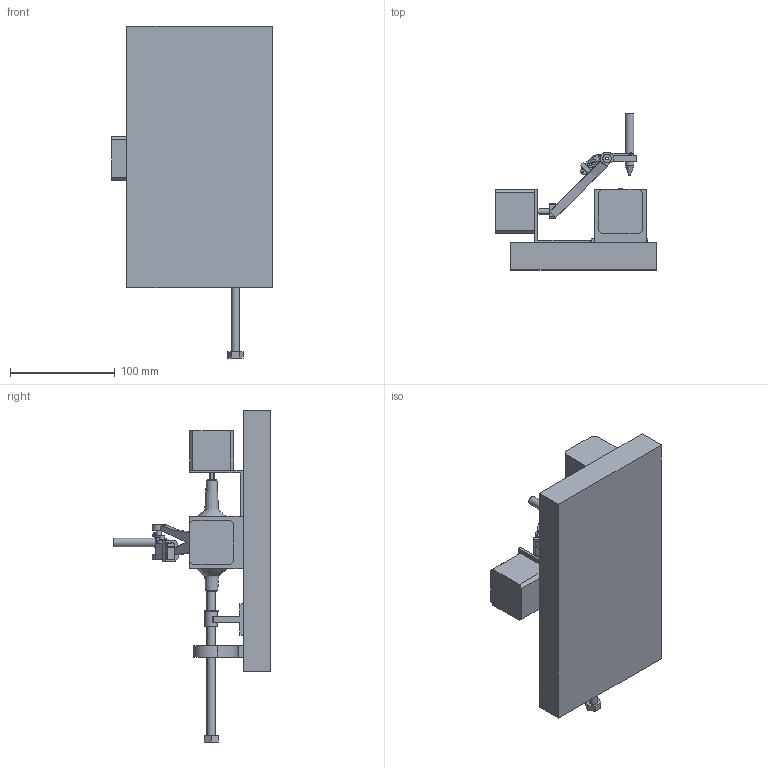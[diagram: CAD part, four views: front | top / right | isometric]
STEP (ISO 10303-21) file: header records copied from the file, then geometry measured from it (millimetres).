
FILE_DESCRIPTION(/* description */ (''),/* implementation_level */ '2;1');
FILE_NAME(/* name */ 'EggBot.step',/* time_stamp */ '2021-01-04T18:46:10+01:00',/* author */ (''),/* organization */ (''),/* preprocessor_version */ 'ST-DEVELOPER v18.1',/* originating_system */ 'Autodesk Translation Framework v9.7.1.1290',/* authorisation */ '');
FILE_SCHEMA (('AUTOMOTIVE_DESIGN { 1 0 10303 214 3 1 1 }'));
Length unit declared in the file: millimetre
Products named in the file (19): egg robot; egg; Nema17; motor mount; base plate; pencil; bolt; bearing; end nut; mount; egg mount; shaft support; servo xk s-2.0 v1; arm (2); servo; arm(2); bearing (1); bearing (1) (1); rocker arm(2)
Assembly tree (20 placements, depth 3):
  egg robot
    egg
    Nema17  x2
    motor mount  x2
    base plate
    pencil
    bolt
    bearing
    end nut
    mount
    egg mount
    shaft support
    servo xk s-2.0 v1
      arm (2)
      servo
    arm(2)
    bearing (1)
    bearing (1) (1)
    rocker arm(2)
Bounding box: 153.65 x 149.6 x 317 mm (x, y, z)
Volume: 1173468.8 mm3; surface area: 172132.3 mm2
Topology: 20 solids, 20 shells, 305 faces, 731 edges, 485 vertices
Faces by surface type: plane 185, cylinder 89, bspline 30, cone 1
Full cylindrical faces by diameter (mm): 0.6 x3, 1.2 x1, 1.4 x2, 2 x1, 2.5 x3, 3 x10, 3.2 x8, 5 x1, 6 x1, 8 x7, 8.2 x1, 9.4 x1, 12 x2, 17 x1, 22 x2, 22.2 x2, 28 x1, 28.2 x1
Entity records: 11115 total; most frequent: CARTESIAN_POINT 4660, ORIENTED_EDGE 1206, DIRECTION 1176, EDGE_CURVE 603, AXIS2_PLACEMENT_3D 406, VERTEX_POINT 401, LINE 364, VECTOR 364
